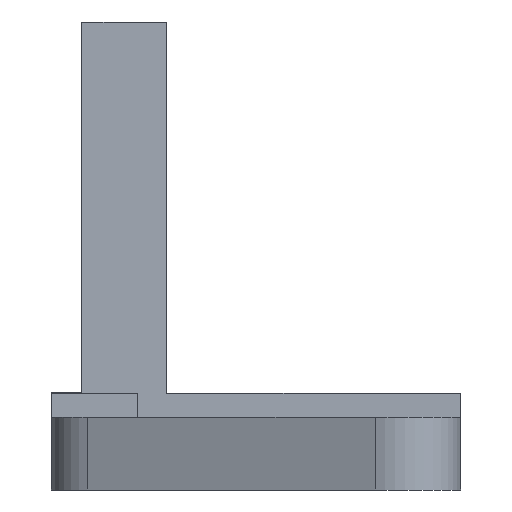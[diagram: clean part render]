
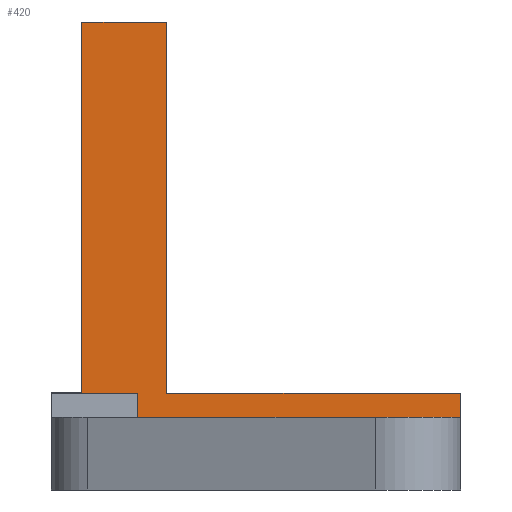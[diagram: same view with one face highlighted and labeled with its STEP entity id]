
A CAD part, left-side view. The second image highlights one B-rep face of the part: STEP entity #420.
In plain terms, the highlighted planar face has unit normal (-1, 0, 0).
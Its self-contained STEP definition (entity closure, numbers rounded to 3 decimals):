
#132 = VERTEX_POINT('',#133);
#133 = CARTESIAN_POINT('',(-30.6,22.75,-4.));
#139 = EDGE_CURVE('',#132,#140,#142,.T.);
#140 = VERTEX_POINT('',#141);
#141 = CARTESIAN_POINT('',(-30.6,-30.48,-4.));
#142 = LINE('',#143,#144);
#143 = CARTESIAN_POINT('',(-30.6,-28.39,-4.));
#144 = VECTOR('',#145,1.);
#145 = DIRECTION('',(0.,-1.,0.));
#401 = VERTEX_POINT('',#402);
#402 = CARTESIAN_POINT('',(-30.6,-30.48,0.));
#408 = EDGE_CURVE('',#401,#140,#409,.T.);
#409 = LINE('',#410,#411);
#410 = CARTESIAN_POINT('',(-30.6,-30.48,0.));
#411 = VECTOR('',#412,1.);
#412 = DIRECTION('',(0.,0.,-1.));
#420 = ADVANCED_FACE('',(#421),#487,.F.);
#421 = FACE_BOUND('',#422,.F.);
#422 = EDGE_LOOP('',(#423,#424,#432,#440,#448,#456,#464,#472,#480,#486)
  );
#423 = ORIENTED_EDGE('',*,*,#139,.F.);
#424 = ORIENTED_EDGE('',*,*,#425,.F.);
#425 = EDGE_CURVE('',#426,#132,#428,.T.);
#426 = VERTEX_POINT('',#427);
#427 = CARTESIAN_POINT('',(-30.6,22.75,0.));
#428 = LINE('',#429,#430);
#429 = CARTESIAN_POINT('',(-30.6,22.75,0.));
#430 = VECTOR('',#431,1.);
#431 = DIRECTION('',(-0.,-0.,-1.));
#432 = ORIENTED_EDGE('',*,*,#433,.F.);
#433 = EDGE_CURVE('',#434,#426,#436,.T.);
#434 = VERTEX_POINT('',#435);
#435 = CARTESIAN_POINT('',(-30.6,37.,0.));
#436 = LINE('',#437,#438);
#437 = CARTESIAN_POINT('',(-30.6,37.,0.));
#438 = VECTOR('',#439,1.);
#439 = DIRECTION('',(0.,-1.,0.));
#440 = ORIENTED_EDGE('',*,*,#441,.T.);
#441 = EDGE_CURVE('',#434,#442,#444,.T.);
#442 = VERTEX_POINT('',#443);
#443 = CARTESIAN_POINT('',(-30.6,37.,0.1));
#444 = LINE('',#445,#446);
#445 = CARTESIAN_POINT('',(-30.6,37.,0.));
#446 = VECTOR('',#447,1.);
#447 = DIRECTION('',(0.,0.,1.));
#448 = ORIENTED_EDGE('',*,*,#449,.T.);
#449 = EDGE_CURVE('',#442,#450,#452,.T.);
#450 = VERTEX_POINT('',#451);
#451 = CARTESIAN_POINT('',(-30.6,32.,0.1));
#452 = LINE('',#453,#454);
#453 = CARTESIAN_POINT('',(-30.6,32.,0.1));
#454 = VECTOR('',#455,1.);
#455 = DIRECTION('',(0.,-1.,0.));
#456 = ORIENTED_EDGE('',*,*,#457,.T.);
#457 = EDGE_CURVE('',#450,#458,#460,.T.);
#458 = VERTEX_POINT('',#459);
#459 = CARTESIAN_POINT('',(-30.6,32.,61.2));
#460 = LINE('',#461,#462);
#461 = CARTESIAN_POINT('',(-30.6,32.,0.));
#462 = VECTOR('',#463,1.);
#463 = DIRECTION('',(0.,0.,1.));
#464 = ORIENTED_EDGE('',*,*,#465,.T.);
#465 = EDGE_CURVE('',#458,#466,#468,.T.);
#466 = VERTEX_POINT('',#467);
#467 = CARTESIAN_POINT('',(-30.6,18.,61.2));
#468 = LINE('',#469,#470);
#469 = CARTESIAN_POINT('',(-30.6,32.,61.2));
#470 = VECTOR('',#471,1.);
#471 = DIRECTION('',(0.,-1.,0.));
#472 = ORIENTED_EDGE('',*,*,#473,.T.);
#473 = EDGE_CURVE('',#466,#474,#476,.T.);
#474 = VERTEX_POINT('',#475);
#475 = CARTESIAN_POINT('',(-30.6,18.,0.));
#476 = LINE('',#477,#478);
#477 = CARTESIAN_POINT('',(-30.6,18.,61.2));
#478 = VECTOR('',#479,1.);
#479 = DIRECTION('',(0.,0.,-1.));
#480 = ORIENTED_EDGE('',*,*,#481,.T.);
#481 = EDGE_CURVE('',#474,#401,#482,.T.);
#482 = LINE('',#483,#484);
#483 = CARTESIAN_POINT('',(-30.6,18.,0.));
#484 = VECTOR('',#485,1.);
#485 = DIRECTION('',(0.,-1.,0.));
#486 = ORIENTED_EDGE('',*,*,#408,.T.);
#487 = PLANE('',#488);
#488 = AXIS2_PLACEMENT_3D('',#489,#490,#491);
#489 = CARTESIAN_POINT('',(-30.6,-28.39,-16.));
#490 = DIRECTION('',(1.,0.,0.));
#491 = DIRECTION('',(0.,1.,0.));
